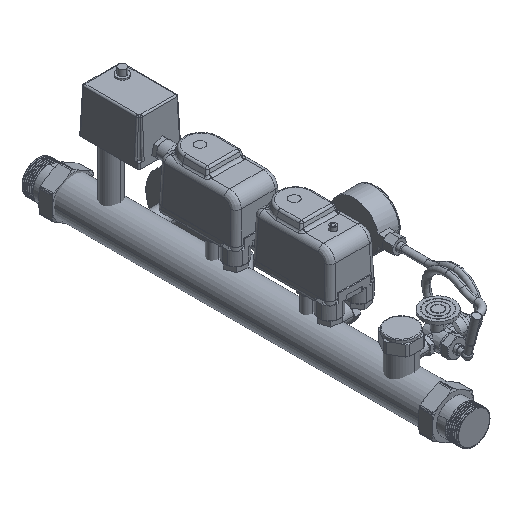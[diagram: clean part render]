
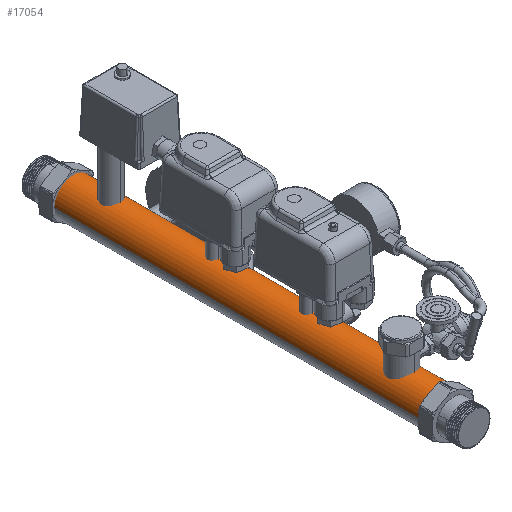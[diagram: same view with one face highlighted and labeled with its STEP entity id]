
A CAD part, isometric view. The second image highlights one B-rep face of the part: STEP entity #17054.
In plain terms, the highlighted cylindrical face has radius 24.15 mm (diameter 48.3 mm), a partial arc.
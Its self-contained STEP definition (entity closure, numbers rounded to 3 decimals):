
#215 = LINE ( 'NONE', #34874, #80149 ) ;
#1756 = CIRCLE ( 'NONE', #82412, 24.15 ) ;
#4668 = CARTESIAN_POINT ( 'NONE',  ( 0., 493.1, 0. ) ) ;
#5595 = AXIS2_PLACEMENT_3D ( 'NONE', #90495, #43717, #86219 ) ;
#6134 = ORIENTED_EDGE ( 'NONE', *, *, #41668, .T. ) ;
#7210 = EDGE_CURVE ( 'NONE', #62773, #78715, #52827, .T. ) ;
#11982 = CIRCLE ( 'NONE', #65691, 24.15 ) ;
#13537 = DIRECTION ( 'NONE',  ( 0., -1., 0. ) ) ;
#17054 = ADVANCED_FACE ( 'Defeature completata15_0', ( #90030 ), #26037, .T. ) ;
#25202 = EDGE_LOOP ( 'NONE', ( #62693, #6134, #85274, #59559 ) ) ;
#26037 = CYLINDRICAL_SURFACE ( 'NONE', #5595, 24.15 ) ;
#32973 = EDGE_CURVE ( 'Defeature completata15_0+Defeature completata15_4+Defeature completata15_4+Defeature completata15_4', #41774, #78715, #11982, .T. ) ;
#34874 = CARTESIAN_POINT ( 'NONE',  ( -24.15, 495., 0. ) ) ;
#35837 = EDGE_CURVE ( 'Defeature completata15_0+Defeature completata15_3+Defeature completata15_3+Defeature completata15_3', #62773, #53118, #1756, .T. ) ;
#40767 = CARTESIAN_POINT ( 'NONE',  ( 24.15, 493.1, 0. ) ) ;
#41668 = EDGE_CURVE ( 'NONE', #53118, #41774, #215, .T. ) ;
#41774 = VERTEX_POINT ( 'NONE', #72641 ) ;
#43161 = CARTESIAN_POINT ( 'NONE',  ( -24.15, 493.1, 0. ) ) ;
#43717 = DIRECTION ( 'NONE',  ( 0., -1., 0. ) ) ;
#52827 = LINE ( 'NONE', #70045, #89758 ) ;
#53118 = VERTEX_POINT ( 'NONE', #43161 ) ;
#59559 = ORIENTED_EDGE ( 'NONE', *, *, #7210, .F. ) ;
#62693 = ORIENTED_EDGE ( 'NONE', *, *, #35837, .T. ) ;
#62773 = VERTEX_POINT ( 'NONE', #40767 ) ;
#65691 = AXIS2_PLACEMENT_3D ( 'NONE', #68919, #90854, #76368 ) ;
#68919 = CARTESIAN_POINT ( 'NONE',  ( 0., 6.9, 0. ) ) ;
#70045 = CARTESIAN_POINT ( 'NONE',  ( 24.15, 495., 0. ) ) ;
#72641 = CARTESIAN_POINT ( 'NONE',  ( -24.15, 6.9, 0. ) ) ;
#76368 = DIRECTION ( 'NONE',  ( 1., 0., 0. ) ) ;
#78715 = VERTEX_POINT ( 'NONE', #88589 ) ;
#80149 = VECTOR ( 'NONE', #84371, 1000. ) ;
#82412 = AXIS2_PLACEMENT_3D ( 'NONE', #4668, #13537, #85487 ) ;
#84371 = DIRECTION ( 'NONE',  ( 0., -1., 0. ) ) ;
#84506 = DIRECTION ( 'NONE',  ( 0., -1., 0. ) ) ;
#85274 = ORIENTED_EDGE ( 'NONE', *, *, #32973, .T. ) ;
#85487 = DIRECTION ( 'NONE',  ( 1., 0., 0. ) ) ;
#86219 = DIRECTION ( 'NONE',  ( 1., 0., 0. ) ) ;
#88589 = CARTESIAN_POINT ( 'NONE',  ( 24.15, 6.9, 0. ) ) ;
#89758 = VECTOR ( 'NONE', #84506, 1000. ) ;
#90030 = FACE_OUTER_BOUND ( 'NONE', #25202, .T. ) ;
#90495 = CARTESIAN_POINT ( 'NONE',  ( 0., 495., 0. ) ) ;
#90854 = DIRECTION ( 'NONE',  ( 0., 1., 0. ) ) ;
